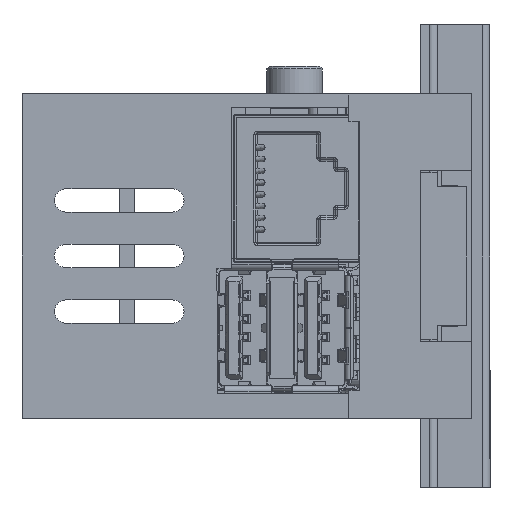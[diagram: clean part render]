
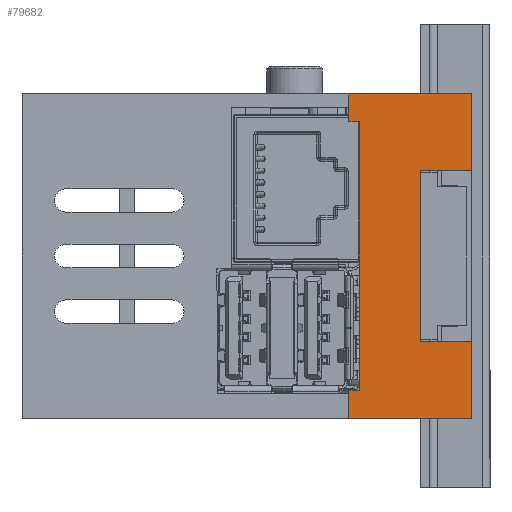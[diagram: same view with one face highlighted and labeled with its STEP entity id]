
A CAD part, left-side view. The second image highlights one B-rep face of the part: STEP entity #79682.
In plain terms, the highlighted face is planar.
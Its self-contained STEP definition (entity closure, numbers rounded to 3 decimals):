
#285 = DIRECTION ( 'NONE',  ( 1., 0., 0. ) ) ;
#3664 = ORIENTED_EDGE ( 'NONE', *, *, #94955, .F. ) ;
#4443 = CARTESIAN_POINT ( 'NONE',  ( 17.5, -6.25, -55. ) ) ;
#6982 = LINE ( 'NONE', #49223, #38774 ) ;
#12500 = DIRECTION ( 'NONE',  ( 0., -1., 0. ) ) ;
#14469 = EDGE_CURVE ( 'NONE', #40092, #66725, #72099, .T. ) ;
#17649 = DIRECTION ( 'NONE',  ( -1., 0., 0. ) ) ;
#18263 = CARTESIAN_POINT ( 'NONE',  ( -17.5, 7., -55. ) ) ;
#24349 = VECTOR ( 'NONE', #74134, 1000. ) ;
#25810 = LINE ( 'NONE', #97208, #55606 ) ;
#29268 = VERTEX_POINT ( 'NONE', #146093 ) ;
#30690 = CARTESIAN_POINT ( 'NONE',  ( 9.25, 7., -55. ) ) ;
#30888 = ORIENTED_EDGE ( 'NONE', *, *, #52715, .F. ) ;
#32120 = LINE ( 'NONE', #88658, #81864 ) ;
#32930 = ORIENTED_EDGE ( 'NONE', *, *, #150340, .F. ) ;
#33765 = LINE ( 'NONE', #76608, #41695 ) ;
#38134 = EDGE_CURVE ( 'NONE', #141349, #49388, #150131, .T. ) ;
#38774 = VECTOR ( 'NONE', #139972, 1000. ) ;
#40092 = VERTEX_POINT ( 'NONE', #87822 ) ;
#41343 = VERTEX_POINT ( 'NONE', #71878 ) ;
#41446 = VECTOR ( 'NONE', #118915, 1000. ) ;
#41695 = VECTOR ( 'NONE', #285, 1000. ) ;
#43701 = VECTOR ( 'NONE', #70306, 1000. ) ;
#44993 = LINE ( 'NONE', #67217, #100701 ) ;
#46023 = EDGE_LOOP ( 'NONE', ( #3664, #77511, #32930, #79555, #50955, #77011, #30888, #133905, #128189, #151743, #70216, #81159 ) ) ;
#47341 = LINE ( 'NONE', #54888, #41446 ) ;
#49223 = CARTESIAN_POINT ( 'NONE',  ( -17.5, 7., -55. ) ) ;
#49388 = VERTEX_POINT ( 'NONE', #108489 ) ;
#50955 = ORIENTED_EDGE ( 'NONE', *, *, #144683, .F. ) ;
#52678 = EDGE_CURVE ( 'NONE', #98027, #104982, #44993, .T. ) ;
#52715 = EDGE_CURVE ( 'NONE', #29268, #116807, #116694, .T. ) ;
#53906 = DIRECTION ( 'NONE',  ( 0., -1., 0. ) ) ;
#54888 = CARTESIAN_POINT ( 'NONE',  ( 17.5, -6.25, -55. ) ) ;
#55269 = DIRECTION ( 'NONE',  ( 1., 0., 0. ) ) ;
#55606 = VECTOR ( 'NONE', #124001, 1000. ) ;
#57589 = LINE ( 'NONE', #69225, #43701 ) ;
#57749 = DIRECTION ( 'NONE',  ( 0., 0., 1. ) ) ;
#66725 = VERTEX_POINT ( 'NONE', #30690 ) ;
#66888 = VECTOR ( 'NONE', #17649, 1000. ) ;
#67217 = CARTESIAN_POINT ( 'NONE',  ( 14.5, -5.1, -55. ) ) ;
#69225 = CARTESIAN_POINT ( 'NONE',  ( -17.5, 7., -55. ) ) ;
#70115 = CARTESIAN_POINT ( 'NONE',  ( 14.5, -5.1, -55. ) ) ;
#70216 = ORIENTED_EDGE ( 'NONE', *, *, #119844, .F. ) ;
#70306 = DIRECTION ( 'NONE',  ( 0., -1., 0. ) ) ;
#71107 = DIRECTION ( 'NONE',  ( 1., 0., 0. ) ) ;
#71878 = CARTESIAN_POINT ( 'NONE',  ( -9.25, 1.5, -55. ) ) ;
#72099 = LINE ( 'NONE', #124233, #24349 ) ;
#74134 = DIRECTION ( 'NONE',  ( 0., 1., 0. ) ) ;
#75110 = EDGE_CURVE ( 'NONE', #156815, #158301, #93231, .T. ) ;
#76608 = CARTESIAN_POINT ( 'NONE',  ( -9.25, 1.5, -55. ) ) ;
#77011 = ORIENTED_EDGE ( 'NONE', *, *, #131648, .F. ) ;
#77511 = ORIENTED_EDGE ( 'NONE', *, *, #52678, .F. ) ;
#79555 = ORIENTED_EDGE ( 'NONE', *, *, #38134, .T. ) ;
#79682 = ADVANCED_FACE ( 'NONE', ( #88909 ), #121222, .F. ) ;
#81159 = ORIENTED_EDGE ( 'NONE', *, *, #75110, .T. ) ;
#81864 = VECTOR ( 'NONE', #12500, 1000. ) ;
#85600 = CARTESIAN_POINT ( 'NONE',  ( -14.5, -5.1, -55. ) ) ;
#87822 = CARTESIAN_POINT ( 'NONE',  ( 9.25, 1.5, -55. ) ) ;
#88658 = CARTESIAN_POINT ( 'NONE',  ( -9.25, 1.5, -55. ) ) ;
#88860 = CARTESIAN_POINT ( 'NONE',  ( -17.5, -6.25, -55. ) ) ;
#88909 = FACE_OUTER_BOUND ( 'NONE', #46023, .T. ) ;
#93231 = LINE ( 'NONE', #141368, #111079 ) ;
#93808 = EDGE_CURVE ( 'NONE', #29268, #41343, #32120, .T. ) ;
#94955 = EDGE_CURVE ( 'NONE', #104982, #158301, #47341, .T. ) ;
#96450 = CARTESIAN_POINT ( 'NONE',  ( 14.5, -5.1, -55. ) ) ;
#97208 = CARTESIAN_POINT ( 'NONE',  ( 17.5, -6.25, -55. ) ) ;
#97325 = DIRECTION ( 'NONE',  ( 0., -1., 0. ) ) ;
#98027 = VERTEX_POINT ( 'NONE', #70115 ) ;
#100701 = VECTOR ( 'NONE', #145133, 1000. ) ;
#104904 = CARTESIAN_POINT ( 'NONE',  ( 14.5, -6.25, -55. ) ) ;
#104982 = VERTEX_POINT ( 'NONE', #104904 ) ;
#107700 = VECTOR ( 'NONE', #55269, 1000. ) ;
#108489 = CARTESIAN_POINT ( 'NONE',  ( -14.5, -6.25, -55. ) ) ;
#111079 = VECTOR ( 'NONE', #53906, 1000. ) ;
#113884 = CARTESIAN_POINT ( 'NONE',  ( -17.5, 7., -55. ) ) ;
#116191 = VECTOR ( 'NONE', #97325, 1000. ) ;
#116694 = LINE ( 'NONE', #130673, #66888 ) ;
#116807 = VERTEX_POINT ( 'NONE', #113884 ) ;
#118915 = DIRECTION ( 'NONE',  ( 1., 0., 0. ) ) ;
#119844 = EDGE_CURVE ( 'NONE', #156815, #66725, #6982, .T. ) ;
#121222 = PLANE ( 'NONE',  #163660 ) ;
#124001 = DIRECTION ( 'NONE',  ( 1., 0., 0. ) ) ;
#124233 = CARTESIAN_POINT ( 'NONE',  ( 9.25, 1.5, -55. ) ) ;
#125627 = LINE ( 'NONE', #96450, #107700 ) ;
#128189 = ORIENTED_EDGE ( 'NONE', *, *, #144907, .T. ) ;
#130673 = CARTESIAN_POINT ( 'NONE',  ( -17.5, 7., -55. ) ) ;
#131648 = EDGE_CURVE ( 'NONE', #116807, #159662, #57589, .T. ) ;
#133905 = ORIENTED_EDGE ( 'NONE', *, *, #93808, .T. ) ;
#139972 = DIRECTION ( 'NONE',  ( -1., 0., 0. ) ) ;
#141349 = VERTEX_POINT ( 'NONE', #158765 ) ;
#141368 = CARTESIAN_POINT ( 'NONE',  ( 17.5, 7., -55. ) ) ;
#144683 = EDGE_CURVE ( 'NONE', #159662, #49388, #25810, .T. ) ;
#144907 = EDGE_CURVE ( 'NONE', #41343, #40092, #33765, .T. ) ;
#145133 = DIRECTION ( 'NONE',  ( 0., -1., 0. ) ) ;
#146093 = CARTESIAN_POINT ( 'NONE',  ( -9.25, 7., -55. ) ) ;
#150131 = LINE ( 'NONE', #85600, #116191 ) ;
#150340 = EDGE_CURVE ( 'NONE', #141349, #98027, #125627, .T. ) ;
#151743 = ORIENTED_EDGE ( 'NONE', *, *, #14469, .T. ) ;
#156815 = VERTEX_POINT ( 'NONE', #157816 ) ;
#157816 = CARTESIAN_POINT ( 'NONE',  ( 17.5, 7., -55. ) ) ;
#158301 = VERTEX_POINT ( 'NONE', #4443 ) ;
#158765 = CARTESIAN_POINT ( 'NONE',  ( -14.5, -5.1, -55. ) ) ;
#159662 = VERTEX_POINT ( 'NONE', #88860 ) ;
#163660 = AXIS2_PLACEMENT_3D ( 'NONE', #18263, #57749, #71107 ) ;
